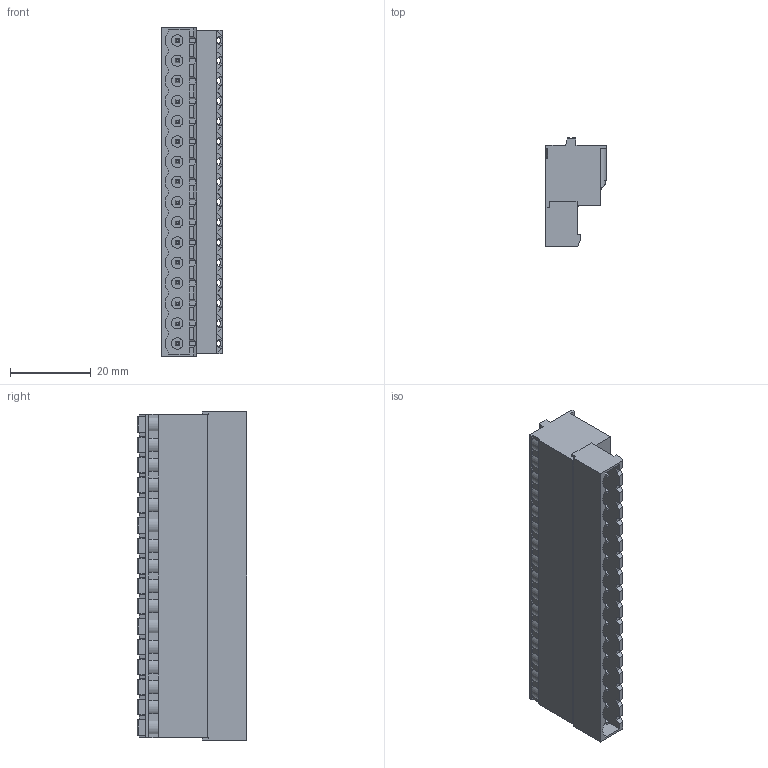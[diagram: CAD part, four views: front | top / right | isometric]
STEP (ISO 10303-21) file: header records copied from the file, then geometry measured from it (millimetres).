
FILE_DESCRIPTION((''),'2;1');
FILE_NAME('TLPHS-218-XXP','2024-10-22T10:34:34',('yanfa'),(''),'CREO PARAMETRIC BY PTC INC, 2018050','CREO PARAMETRIC BY PTC INC, 2018050','');
FILE_SCHEMA(('AUTOMOTIVE_DESIGN { 1 0 10303 214 1 1 1 1 }'));
Length unit declared in the file: millimetre
Products named in the file (1): TLPHS-218-XXP
Bounding box: 15 x 26.99 x 81.32 mm (x, y, z)
Volume: 18666.7 mm3; surface area: 11589.7 mm2
Topology: 1 solids, 1 shells, 899 faces, 2343 edges, 1509 vertices
Faces by surface type: plane 690, cylinder 209
Entity records: 27536 total; most frequent: CARTESIAN_POINT 5197, ORIENTED_EDGE 4684, DIRECTION 4478, EDGE_CURVE 2342, VECTOR 1780, LINE 1780, VERTEX_POINT 1524, AXIS2_PLACEMENT_3D 1349
